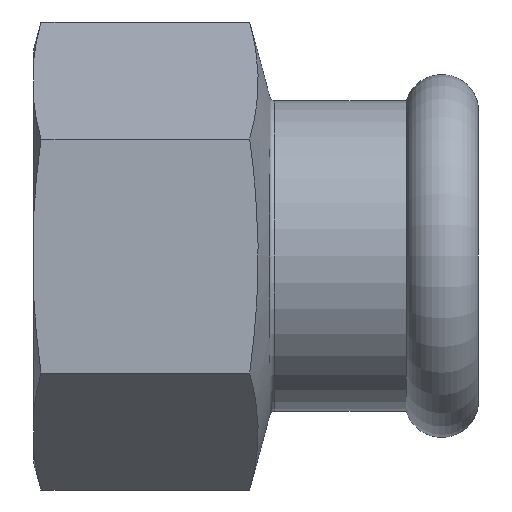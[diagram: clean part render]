
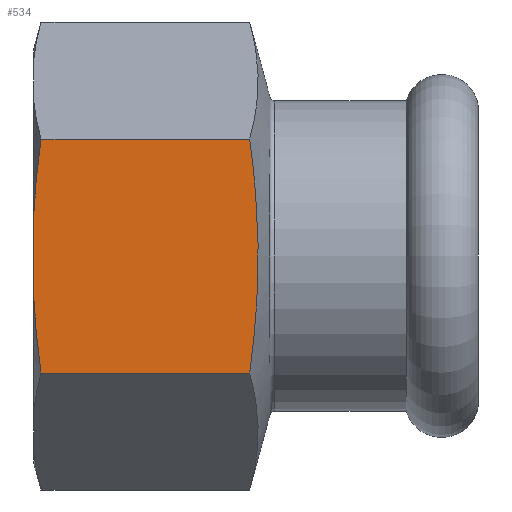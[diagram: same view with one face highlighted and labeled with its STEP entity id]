
A CAD part, left-side view. The second image highlights one B-rep face of the part: STEP entity #534.
In plain terms, the highlighted planar face has unit normal (-1, 0, 0).
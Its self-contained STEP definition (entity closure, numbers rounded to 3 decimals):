
#42=(
BOUNDED_CURVE()
B_SPLINE_CURVE(2,(#933,#934,#935),.UNSPECIFIED.,.F.,.F.)
B_SPLINE_CURVE_WITH_KNOTS((3,3),(0.212,2.659),
 .UNSPECIFIED.)
CURVE()
GEOMETRIC_REPRESENTATION_ITEM()
RATIONAL_B_SPLINE_CURVE((1.03,1.189,1.03))
REPRESENTATION_ITEM('')
);
#43=(
BOUNDED_CURVE()
B_SPLINE_CURVE(2,(#937,#938,#939),.UNSPECIFIED.,.F.,.F.)
B_SPLINE_CURVE_WITH_KNOTS((3,3),(0.,0.805),.UNSPECIFIED.)
CURVE()
GEOMETRIC_REPRESENTATION_ITEM()
RATIONAL_B_SPLINE_CURVE((1.,1.02,1.009))
REPRESENTATION_ITEM('')
);
#44=(
BOUNDED_CURVE()
B_SPLINE_CURVE(2,(#942,#943,#944),.UNSPECIFIED.,.F.,.F.)
B_SPLINE_CURVE_WITH_KNOTS((3,3),(0.23,1.035),
 .UNSPECIFIED.)
CURVE()
GEOMETRIC_REPRESENTATION_ITEM()
RATIONAL_B_SPLINE_CURVE((1.009,1.02,1.))
REPRESENTATION_ITEM('')
);
#50=PLANE('',#596);
#55=LINE('',#856,#77);
#65=LINE('',#931,#87);
#66=LINE('',#941,#88);
#77=VECTOR('',#685,10.);
#87=VECTOR('',#703,10.);
#88=VECTOR('',#706,10.);
#113=FACE_OUTER_BOUND('',#143,.T.);
#143=EDGE_LOOP('',(#401,#402,#403,#404,#405,#406));
#222=VERTEX_POINT('',#850);
#224=VERTEX_POINT('',#855);
#240=VERTEX_POINT('',#917);
#243=VERTEX_POINT('',#927);
#244=VERTEX_POINT('',#936);
#245=VERTEX_POINT('',#940);
#283=EDGE_CURVE('',#222,#224,#55,.T.);
#307=EDGE_CURVE('',#240,#243,#65,.T.);
#308=EDGE_CURVE('',#240,#222,#42,.T.);
#309=EDGE_CURVE('',#244,#243,#43,.T.);
#310=EDGE_CURVE('',#245,#244,#66,.T.);
#311=EDGE_CURVE('',#224,#245,#44,.T.);
#401=ORIENTED_EDGE('',*,*,#308,.F.);
#402=ORIENTED_EDGE('',*,*,#307,.T.);
#403=ORIENTED_EDGE('',*,*,#309,.F.);
#404=ORIENTED_EDGE('',*,*,#310,.F.);
#405=ORIENTED_EDGE('',*,*,#311,.F.);
#406=ORIENTED_EDGE('',*,*,#283,.F.);
#534=ADVANCED_FACE('',(#113),#50,.T.);
#596=AXIS2_PLACEMENT_3D('',#932,#704,#705);
#685=DIRECTION('',(0.,1.,0.));
#703=DIRECTION('',(0.,1.,0.));
#704=DIRECTION('center_axis',(-1.,0.,0.));
#705=DIRECTION('ref_axis',(0.,0.,1.));
#706=DIRECTION('',(0.,0.,1.));
#850=CARTESIAN_POINT('',(-20.5,23.136,-11.836));
#855=CARTESIAN_POINT('',(-20.5,44.255,-11.836));
#856=CARTESIAN_POINT('',(-20.5,0.,-11.836));
#917=CARTESIAN_POINT('',(-20.5,23.136,11.836));
#927=CARTESIAN_POINT('',(-20.5,44.255,11.836));
#931=CARTESIAN_POINT('',(-20.5,0.,11.836));
#932=CARTESIAN_POINT('Origin',(-20.5,0.,-11.836));
#933=CARTESIAN_POINT('Ctrl Pts',(-20.5,23.136,11.836));
#934=CARTESIAN_POINT('Ctrl Pts',(-20.5,21.55,0.));
#935=CARTESIAN_POINT('Ctrl Pts',(-20.5,23.136,-11.836));
#936=CARTESIAN_POINT('',(-20.5,45.,4.018));
#937=CARTESIAN_POINT('Ctrl Pts',(-20.5,45.,4.018));
#938=CARTESIAN_POINT('Ctrl Pts',(-20.5,44.811,7.683));
#939=CARTESIAN_POINT('Ctrl Pts',(-20.5,44.255,11.836));
#940=CARTESIAN_POINT('',(-20.5,45.,-4.018));
#941=CARTESIAN_POINT('',(-20.5,45.,2.095));
#942=CARTESIAN_POINT('Ctrl Pts',(-20.5,44.255,-11.836));
#943=CARTESIAN_POINT('Ctrl Pts',(-20.5,44.811,-7.683));
#944=CARTESIAN_POINT('Ctrl Pts',(-20.5,45.,-4.018));
